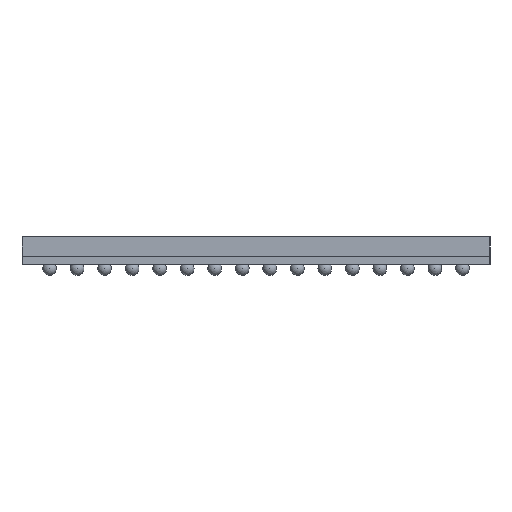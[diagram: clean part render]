
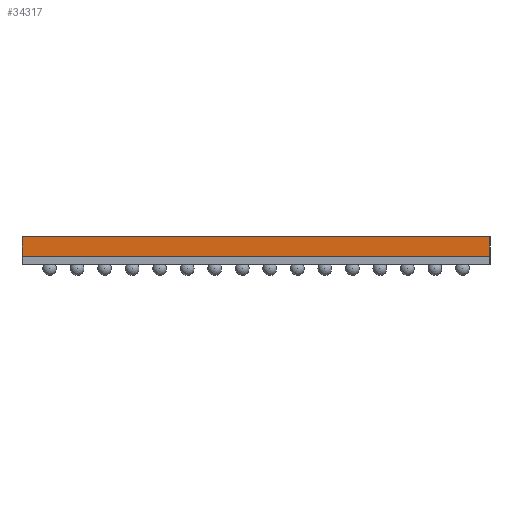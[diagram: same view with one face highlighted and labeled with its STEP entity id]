
A CAD part, left-side view. The second image highlights one B-rep face of the part: STEP entity #34317.
In plain terms, the highlighted planar face has unit normal (-1, 0, 0).
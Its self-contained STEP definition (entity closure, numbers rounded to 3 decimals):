
#1509 = ORIENTED_EDGE ( 'NONE', *, *, #35490, .T. ) ;
#2015 = FACE_OUTER_BOUND ( 'NONE', #12497, .T. ) ;
#2376 = PLANE ( 'NONE',  #28660 ) ;
#2843 = VERTEX_POINT ( 'NONE', #9628 ) ;
#4488 = VECTOR ( 'NONE', #27808, 1000. ) ;
#5228 = EDGE_CURVE ( 'NONE', #2843, #7933, #28354, .T. ) ;
#5336 = DIRECTION ( 'NONE',  ( 1., 0., 0. ) ) ;
#6663 = VECTOR ( 'NONE', #30259, 1000. ) ;
#7071 = ORIENTED_EDGE ( 'NONE', *, *, #17258, .F. ) ;
#7423 = DIRECTION ( 'NONE',  ( 0., 0., -1. ) ) ;
#7933 = VERTEX_POINT ( 'NONE', #26103 ) ;
#9628 = CARTESIAN_POINT ( 'NONE',  ( -8.5, -8.5, 0.7 ) ) ;
#10544 = CARTESIAN_POINT ( 'NONE',  ( -8.5, 8.5, 0.7 ) ) ;
#12473 = CARTESIAN_POINT ( 'NONE',  ( -8.5, 8.5, 0. ) ) ;
#12497 = EDGE_LOOP ( 'NONE', ( #1509, #14961, #7071, #27838 ) ) ;
#14961 = ORIENTED_EDGE ( 'NONE', *, *, #5228, .F. ) ;
#15552 = VECTOR ( 'NONE', #16778, 1000. ) ;
#15797 = CARTESIAN_POINT ( 'NONE',  ( -8.5, 8.5, 0.7 ) ) ;
#15917 = VERTEX_POINT ( 'NONE', #17590 ) ;
#16778 = DIRECTION ( 'NONE',  ( 0., -1., 0. ) ) ;
#17258 = EDGE_CURVE ( 'NONE', #32276, #2843, #30983, .T. ) ;
#17590 = CARTESIAN_POINT ( 'NONE',  ( -8.5, 8.5, 0. ) ) ;
#19220 = CARTESIAN_POINT ( 'NONE',  ( -8.5, 8.5, 0.7 ) ) ;
#26103 = CARTESIAN_POINT ( 'NONE',  ( -8.5, -8.5, 0. ) ) ;
#26664 = EDGE_CURVE ( 'NONE', #32276, #15917, #32654, .T. ) ;
#27808 = DIRECTION ( 'NONE',  ( 0., 0., -1. ) ) ;
#27838 = ORIENTED_EDGE ( 'NONE', *, *, #26664, .T. ) ;
#28354 = LINE ( 'NONE', #33219, #4488 ) ;
#28660 = AXIS2_PLACEMENT_3D ( 'NONE', #10544, #5336, #7423 ) ;
#28937 = CARTESIAN_POINT ( 'NONE',  ( -8.5, 8.5, 0.7 ) ) ;
#30259 = DIRECTION ( 'NONE',  ( 0., -1., 0. ) ) ;
#30589 = DIRECTION ( 'NONE',  ( 0., 0., -1. ) ) ;
#30983 = LINE ( 'NONE', #19220, #15552 ) ;
#32276 = VERTEX_POINT ( 'NONE', #28937 ) ;
#32525 = LINE ( 'NONE', #12473, #6663 ) ;
#32654 = LINE ( 'NONE', #15797, #36131 ) ;
#33219 = CARTESIAN_POINT ( 'NONE',  ( -8.5, -8.5, 0.7 ) ) ;
#34317 = ADVANCED_FACE ( 'NONE', ( #2015 ), #2376, .F. ) ;
#35490 = EDGE_CURVE ( 'NONE', #15917, #7933, #32525, .T. ) ;
#36131 = VECTOR ( 'NONE', #30589, 1000. ) ;
